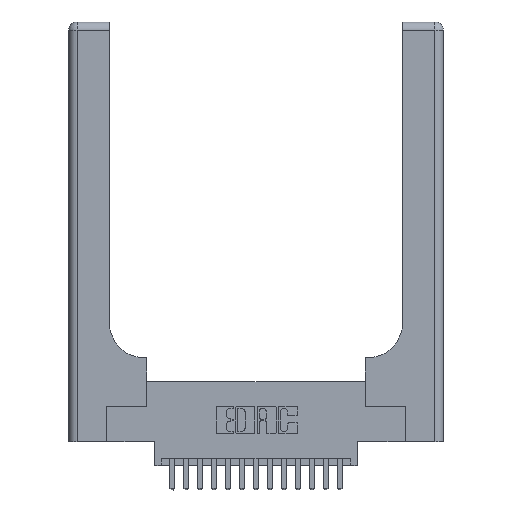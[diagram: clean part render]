
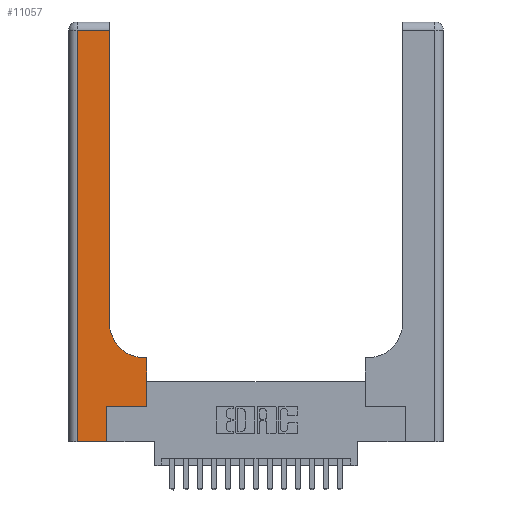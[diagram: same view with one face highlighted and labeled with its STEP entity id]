
A CAD part, top view. The second image highlights one B-rep face of the part: STEP entity #11057.
In plain terms, the highlighted planar face has unit normal (0, 0, 1).
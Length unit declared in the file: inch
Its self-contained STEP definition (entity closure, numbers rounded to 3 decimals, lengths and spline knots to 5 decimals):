
#176 = CARTESIAN_POINT ( 'NONE',  ( 0.5415, 0.6, 0.37 ) ) ;
#231 = CIRCLE ( 'NONE', #12126, 0.25 ) ;
#413 = AXIS2_PLACEMENT_3D ( 'NONE', #7459, #19397, #10500 ) ;
#652 = DIRECTION ( 'NONE',  ( 1., 0., 0. ) ) ;
#669 = CARTESIAN_POINT ( 'NONE',  ( 0., 0., 0.37 ) ) ;
#757 = DIRECTION ( 'NONE',  ( 1., 0., 0. ) ) ;
#1116 = DIRECTION ( 'NONE',  ( 0., 1., 0. ) ) ;
#1437 = ORIENTED_EDGE ( 'NONE', *, *, #4512, .T. ) ;
#1529 = VERTEX_POINT ( 'NONE', #1850 ) ;
#1660 = EDGE_CURVE ( 'NONE', #13999, #12682, #3795, .T. ) ;
#1737 = DIRECTION ( 'NONE',  ( 1., 0., 0. ) ) ;
#1850 = CARTESIAN_POINT ( 'NONE',  ( 0.269, 0.25, 0.37 ) ) ;
#1872 = VECTOR ( 'NONE', #1737, 39.37008 ) ;
#1894 = LINE ( 'NONE', #8143, #17532 ) ;
#1925 = CARTESIAN_POINT ( 'NONE',  ( 0.2915, 3., 0.37 ) ) ;
#2214 = LINE ( 'NONE', #12635, #5830 ) ;
#2230 = CARTESIAN_POINT ( 'NONE',  ( 0.5585, 0.25, 0.37 ) ) ;
#2614 = VECTOR ( 'NONE', #7492, 39.37008 ) ;
#3014 = VECTOR ( 'NONE', #1116, 39.37008 ) ;
#3428 = VERTEX_POINT ( 'NONE', #13972 ) ;
#3795 = LINE ( 'NONE', #669, #11412 ) ;
#4512 = EDGE_CURVE ( 'NONE', #15004, #5693, #14223, .T. ) ;
#5076 = DIRECTION ( 'NONE',  ( 0., -1., 0. ) ) ;
#5693 = VERTEX_POINT ( 'NONE', #17619 ) ;
#5830 = VECTOR ( 'NONE', #5076, 39.37008 ) ;
#6071 = VECTOR ( 'NONE', #12575, 39.37008 ) ;
#6154 = LINE ( 'NONE', #11773, #3014 ) ;
#6292 = VERTEX_POINT ( 'NONE', #7158 ) ;
#6401 = CARTESIAN_POINT ( 'NONE',  ( 0.269, 0.25, 0.37 ) ) ;
#7158 = CARTESIAN_POINT ( 'NONE',  ( 0.5585, 0.6, 0.37 ) ) ;
#7390 = FACE_OUTER_BOUND ( 'NONE', #10840, .T. ) ;
#7459 = CARTESIAN_POINT ( 'NONE',  ( 0., 3., 0.37 ) ) ;
#7492 = DIRECTION ( 'NONE',  ( 0., 1., 0. ) ) ;
#8143 = CARTESIAN_POINT ( 'NONE',  ( 0.2915, 0.6, 0.37 ) ) ;
#9432 = VERTEX_POINT ( 'NONE', #2230 ) ;
#9784 = EDGE_CURVE ( 'NONE', #1529, #9432, #18415, .T. ) ;
#9934 = DIRECTION ( 'NONE',  ( 0., 0., -1. ) ) ;
#10234 = ORIENTED_EDGE ( 'NONE', *, *, #18277, .T. ) ;
#10305 = DIRECTION ( 'NONE',  ( -1., 0., 0. ) ) ;
#10500 = DIRECTION ( 'NONE',  ( -1., 0., 0. ) ) ;
#10533 = CARTESIAN_POINT ( 'NONE',  ( 0.5585, 0.25, 0.37 ) ) ;
#10840 = EDGE_LOOP ( 'NONE', ( #17050, #1437, #15891, #17192, #14600, #11275, #10234, #13881, #14870 ) ) ;
#11057 = ADVANCED_FACE ( 'NONE', ( #7390 ), #16472, .F. ) ;
#11275 = ORIENTED_EDGE ( 'NONE', *, *, #9784, .T. ) ;
#11412 = VECTOR ( 'NONE', #652, 39.37008 ) ;
#11773 = CARTESIAN_POINT ( 'NONE',  ( 0.269, 0., 0.37 ) ) ;
#12126 = AXIS2_PLACEMENT_3D ( 'NONE', #18861, #9934, #757 ) ;
#12174 = LINE ( 'NONE', #1925, #6071 ) ;
#12314 = EDGE_CURVE ( 'NONE', #12682, #1529, #6154, .T. ) ;
#12575 = DIRECTION ( 'NONE',  ( 0., 1., 0. ) ) ;
#12635 = CARTESIAN_POINT ( 'NONE',  ( 0.06, 3., 0.37 ) ) ;
#12674 = CARTESIAN_POINT ( 'NONE',  ( 0.06, 0., 0.37 ) ) ;
#12682 = VERTEX_POINT ( 'NONE', #15628 ) ;
#13262 = VECTOR ( 'NONE', #10305, 39.37008 ) ;
#13761 = CARTESIAN_POINT ( 'NONE',  ( 0.2915, 2.94, 0.37 ) ) ;
#13881 = ORIENTED_EDGE ( 'NONE', *, *, #17385, .T. ) ;
#13972 = CARTESIAN_POINT ( 'NONE',  ( 0.2915, 0.85, 0.37 ) ) ;
#13999 = VERTEX_POINT ( 'NONE', #12674 ) ;
#14211 = DIRECTION ( 'NONE',  ( -1., 0., 0. ) ) ;
#14223 = LINE ( 'NONE', #16341, #13262 ) ;
#14600 = ORIENTED_EDGE ( 'NONE', *, *, #12314, .T. ) ;
#14870 = ORIENTED_EDGE ( 'NONE', *, *, #18675, .T. ) ;
#15004 = VERTEX_POINT ( 'NONE', #13761 ) ;
#15050 = VERTEX_POINT ( 'NONE', #176 ) ;
#15189 = EDGE_CURVE ( 'NONE', #5693, #13999, #2214, .T. ) ;
#15191 = LINE ( 'NONE', #10533, #2614 ) ;
#15628 = CARTESIAN_POINT ( 'NONE',  ( 0.269, 0., 0.37 ) ) ;
#15891 = ORIENTED_EDGE ( 'NONE', *, *, #15189, .T. ) ;
#16341 = CARTESIAN_POINT ( 'NONE',  ( 0., 2.94, 0.37 ) ) ;
#16472 = PLANE ( 'NONE',  #413 ) ;
#17050 = ORIENTED_EDGE ( 'NONE', *, *, #18463, .T. ) ;
#17192 = ORIENTED_EDGE ( 'NONE', *, *, #1660, .T. ) ;
#17385 = EDGE_CURVE ( 'NONE', #6292, #15050, #1894, .T. ) ;
#17532 = VECTOR ( 'NONE', #14211, 39.37008 ) ;
#17619 = CARTESIAN_POINT ( 'NONE',  ( 0.06, 2.94, 0.37 ) ) ;
#18277 = EDGE_CURVE ( 'NONE', #9432, #6292, #15191, .T. ) ;
#18415 = LINE ( 'NONE', #6401, #1872 ) ;
#18463 = EDGE_CURVE ( 'NONE', #3428, #15004, #12174, .T. ) ;
#18675 = EDGE_CURVE ( 'NONE', #15050, #3428, #231, .T. ) ;
#18861 = CARTESIAN_POINT ( 'NONE',  ( 0.5415, 0.85, 0.37 ) ) ;
#19397 = DIRECTION ( 'NONE',  ( 0., 0., -1. ) ) ;
